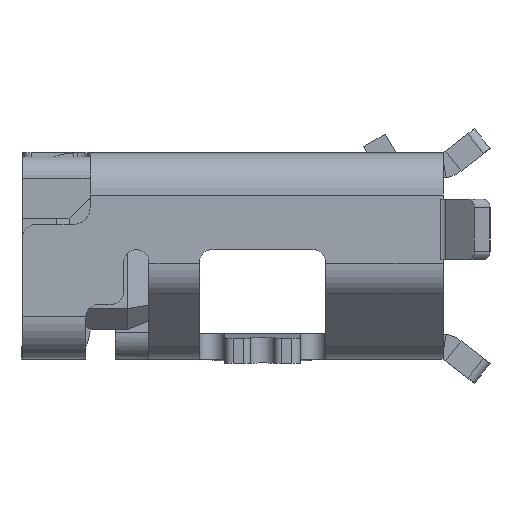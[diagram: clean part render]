
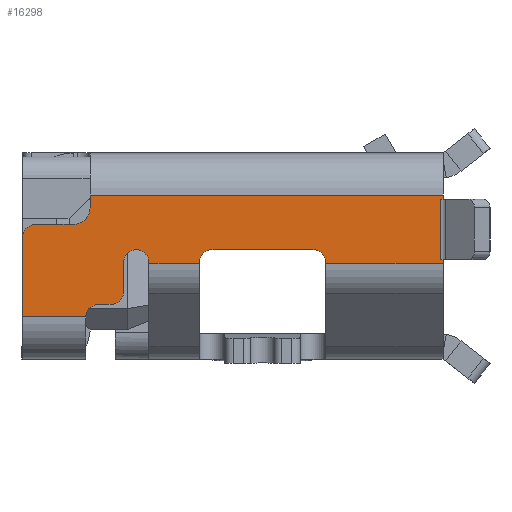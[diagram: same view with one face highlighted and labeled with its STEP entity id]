
A CAD part, left-side view. The second image highlights one B-rep face of the part: STEP entity #16298.
In plain terms, the highlighted planar face has unit normal (-1, 0, 0).
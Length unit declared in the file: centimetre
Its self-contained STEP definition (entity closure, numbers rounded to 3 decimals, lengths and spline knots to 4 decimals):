
#499=CIRCLE('',#17358,0.015);
#501=CIRCLE('',#17361,0.015);
#502=CIRCLE('',#17362,0.015);
#503=CIRCLE('',#17363,0.015);
#504=CIRCLE('',#17364,0.015);
#505=CIRCLE('',#17365,0.015);
#506=CIRCLE('',#17366,0.02);
#996=FACE_OUTER_BOUND('',#1899,.T.);
#1899=EDGE_LOOP('',(#10783,#10784,#10785,#10786,#10787,#10788,#10789,#10790,
#10791,#10792,#10793,#10794,#10795,#10796,#10797,#10798,#10799,#10800,#10801,
#10802,#10803,#10804,#10805,#10806,#10807,#10808,#10809,#10810));
#2825=LINE('',#23565,#4596);
#2832=LINE('',#23585,#4603);
#2834=LINE('',#23594,#4605);
#2840=LINE('',#23612,#4611);
#3056=LINE('',#24201,#4827);
#3057=LINE('',#24202,#4828);
#3058=LINE('',#24203,#4829);
#3059=LINE('',#24205,#4830);
#3060=LINE('',#24209,#4831);
#3061=LINE('',#24213,#4832);
#3062=LINE('',#24215,#4833);
#3063=LINE('',#24217,#4834);
#3064=LINE('',#24221,#4835);
#3065=LINE('',#24225,#4836);
#3066=LINE('',#24227,#4837);
#3067=LINE('',#24228,#4838);
#3068=LINE('',#24229,#4839);
#3069=LINE('',#24231,#4840);
#3070=LINE('',#24233,#4841);
#3071=LINE('',#24235,#4842);
#3072=LINE('',#24238,#4843);
#4596=VECTOR('',#18946,0.0018);
#4603=VECTOR('',#18965,0.0017);
#4605=VECTOR('',#18973,0.0017);
#4611=VECTOR('',#18989,0.0018);
#4827=VECTOR('',#19513,0.015);
#4828=VECTOR('',#19514,0.08);
#4829=VECTOR('',#19515,0.075);
#4830=VECTOR('',#19516,0.015);
#4831=VECTOR('',#19519,0.035);
#4832=VECTOR('',#19522,0.0017);
#4833=VECTOR('',#19523,0.06);
#4834=VECTOR('',#19524,0.0017);
#4835=VECTOR('',#19527,0.12);
#4836=VECTOR('',#19530,0.0017);
#4837=VECTOR('',#19531,0.14);
#4838=VECTOR('',#19532,0.005);
#4839=VECTOR('',#19533,0.0717);
#4840=VECTOR('',#19534,0.005);
#4841=VECTOR('',#19535,0.42);
#4842=VECTOR('',#19536,0.015);
#4843=VECTOR('',#19539,0.045);
#6365=VERTEX_POINT('',#23563);
#6366=VERTEX_POINT('',#23564);
#6373=VERTEX_POINT('',#23583);
#6376=VERTEX_POINT('',#23592);
#6377=VERTEX_POINT('',#23593);
#6384=VERTEX_POINT('',#23611);
#6596=VERTEX_POINT('',#24179);
#6598=VERTEX_POINT('',#24187);
#6599=VERTEX_POINT('',#24191);
#6601=VERTEX_POINT('',#24197);
#6602=VERTEX_POINT('',#24198);
#6603=VERTEX_POINT('',#24200);
#6604=VERTEX_POINT('',#24204);
#6605=VERTEX_POINT('',#24206);
#6606=VERTEX_POINT('',#24208);
#6607=VERTEX_POINT('',#24210);
#6608=VERTEX_POINT('',#24212);
#6609=VERTEX_POINT('',#24214);
#6610=VERTEX_POINT('',#24216);
#6611=VERTEX_POINT('',#24218);
#6612=VERTEX_POINT('',#24220);
#6613=VERTEX_POINT('',#24222);
#6614=VERTEX_POINT('',#24224);
#6615=VERTEX_POINT('',#24226);
#6616=VERTEX_POINT('',#24230);
#6617=VERTEX_POINT('',#24232);
#6618=VERTEX_POINT('',#24234);
#6619=VERTEX_POINT('',#24236);
#7851=EDGE_CURVE('',#6365,#6366,#2825,.T.);
#7861=EDGE_CURVE('',#6366,#6373,#2832,.T.);
#7865=EDGE_CURVE('',#6376,#6377,#2834,.T.);
#7874=EDGE_CURVE('',#6377,#6384,#2840,.T.);
#8163=EDGE_CURVE('',#6599,#6598,#499,.T.);
#8166=EDGE_CURVE('',#6601,#6602,#501,.T.);
#8167=EDGE_CURVE('',#6601,#6603,#3056,.T.);
#8168=EDGE_CURVE('',#6603,#6596,#3057,.T.);
#8169=EDGE_CURVE('',#6596,#6598,#3058,.T.);
#8170=EDGE_CURVE('',#6599,#6604,#3059,.T.);
#8171=EDGE_CURVE('',#6605,#6604,#502,.T.);
#8172=EDGE_CURVE('',#6605,#6606,#3060,.T.);
#8173=EDGE_CURVE('',#6607,#6606,#503,.T.);
#8174=EDGE_CURVE('',#6607,#6608,#3061,.T.);
#8175=EDGE_CURVE('',#6608,#6609,#3062,.T.);
#8176=EDGE_CURVE('',#6609,#6610,#3063,.T.);
#8177=EDGE_CURVE('',#6611,#6610,#504,.T.);
#8178=EDGE_CURVE('',#6611,#6612,#3064,.T.);
#8179=EDGE_CURVE('',#6613,#6612,#505,.T.);
#8180=EDGE_CURVE('',#6613,#6614,#3065,.T.);
#8181=EDGE_CURVE('',#6614,#6615,#3066,.T.);
#8182=EDGE_CURVE('',#6615,#6376,#3067,.T.);
#8183=EDGE_CURVE('',#6384,#6365,#3068,.T.);
#8184=EDGE_CURVE('',#6373,#6616,#3069,.T.);
#8185=EDGE_CURVE('',#6617,#6616,#3070,.T.);
#8186=EDGE_CURVE('',#6618,#6617,#3071,.T.);
#8187=EDGE_CURVE('',#6619,#6618,#506,.T.);
#8188=EDGE_CURVE('',#6602,#6619,#3072,.T.);
#10783=ORIENTED_EDGE('',*,*,#8166,.F.);
#10784=ORIENTED_EDGE('',*,*,#8167,.T.);
#10785=ORIENTED_EDGE('',*,*,#8168,.T.);
#10786=ORIENTED_EDGE('',*,*,#8169,.T.);
#10787=ORIENTED_EDGE('',*,*,#8163,.F.);
#10788=ORIENTED_EDGE('',*,*,#8170,.T.);
#10789=ORIENTED_EDGE('',*,*,#8171,.F.);
#10790=ORIENTED_EDGE('',*,*,#8172,.T.);
#10791=ORIENTED_EDGE('',*,*,#8173,.F.);
#10792=ORIENTED_EDGE('',*,*,#8174,.T.);
#10793=ORIENTED_EDGE('',*,*,#8175,.T.);
#10794=ORIENTED_EDGE('',*,*,#8176,.T.);
#10795=ORIENTED_EDGE('',*,*,#8177,.F.);
#10796=ORIENTED_EDGE('',*,*,#8178,.T.);
#10797=ORIENTED_EDGE('',*,*,#8179,.F.);
#10798=ORIENTED_EDGE('',*,*,#8180,.T.);
#10799=ORIENTED_EDGE('',*,*,#8181,.T.);
#10800=ORIENTED_EDGE('',*,*,#8182,.T.);
#10801=ORIENTED_EDGE('',*,*,#7865,.T.);
#10802=ORIENTED_EDGE('',*,*,#7874,.T.);
#10803=ORIENTED_EDGE('',*,*,#8183,.T.);
#10804=ORIENTED_EDGE('',*,*,#7851,.T.);
#10805=ORIENTED_EDGE('',*,*,#7861,.T.);
#10806=ORIENTED_EDGE('',*,*,#8184,.T.);
#10807=ORIENTED_EDGE('',*,*,#8185,.F.);
#10808=ORIENTED_EDGE('',*,*,#8186,.F.);
#10809=ORIENTED_EDGE('',*,*,#8187,.F.);
#10810=ORIENTED_EDGE('',*,*,#8188,.F.);
#14735=PLANE('',#17360);
#16298=ADVANCED_FACE('',(#996),#14735,.F.);
#17358=AXIS2_PLACEMENT_3D('',#24192,#19504,#19505);
#17360=AXIS2_PLACEMENT_3D('',#24196,#19509,#19510);
#17361=AXIS2_PLACEMENT_3D('',#24199,#19511,#19512);
#17362=AXIS2_PLACEMENT_3D('',#24207,#19517,#19518);
#17363=AXIS2_PLACEMENT_3D('',#24211,#19520,#19521);
#17364=AXIS2_PLACEMENT_3D('',#24219,#19525,#19526);
#17365=AXIS2_PLACEMENT_3D('',#24223,#19528,#19529);
#17366=AXIS2_PLACEMENT_3D('',#24237,#19537,#19538);
#18946=DIRECTION('',(0.,-1.,0.));
#18965=DIRECTION('',(0.,-1.,0.));
#18973=DIRECTION('',(0.,1.,0.));
#18989=DIRECTION('',(0.,1.,0.));
#19504=DIRECTION('center_axis',(-1.,0.,0.));
#19505=DIRECTION('ref_axis',(0.,0.,1.));
#19509=DIRECTION('center_axis',(1.,0.,0.));
#19510=DIRECTION('ref_axis',(0.,0.,-1.));
#19511=DIRECTION('center_axis',(1.,0.,0.));
#19512=DIRECTION('ref_axis',(0.,1.,0.));
#19513=DIRECTION('',(0.,0.,-1.));
#19514=DIRECTION('',(0.,0.,-1.));
#19515=DIRECTION('',(0.,-1.,0.));
#19516=DIRECTION('',(0.,-1.,0.));
#19517=DIRECTION('center_axis',(1.,0.,0.));
#19518=DIRECTION('ref_axis',(0.,-1.,0.));
#19519=DIRECTION('',(0.,0.,1.));
#19520=DIRECTION('center_axis',(-1.,0.,0.));
#19521=DIRECTION('ref_axis',(0.,-1.,0.));
#19522=DIRECTION('',(0.,0.,-1.));
#19523=DIRECTION('',(0.,-1.,0.));
#19524=DIRECTION('',(0.,0.,1.));
#19525=DIRECTION('center_axis',(-1.,0.,0.));
#19526=DIRECTION('ref_axis',(0.,0.,1.));
#19527=DIRECTION('',(0.,-1.,0.));
#19528=DIRECTION('center_axis',(-1.,0.,0.));
#19529=DIRECTION('ref_axis',(0.,-1.,0.));
#19530=DIRECTION('',(0.,0.,-1.));
#19531=DIRECTION('',(0.,-1.,0.));
#19532=DIRECTION('',(0.,0.,1.));
#19533=DIRECTION('',(0.,0.,1.));
#19534=DIRECTION('',(0.,0.,1.));
#19535=DIRECTION('',(0.,-1.,0.));
#19536=DIRECTION('',(0.,0.,1.));
#19537=DIRECTION('center_axis',(-1.,0.,0.));
#19538=DIRECTION('ref_axis',(0.,0.,-1.));
#19539=DIRECTION('',(0.,-1.,0.));
#23563=CARTESIAN_POINT('',(-0.375,-0.4666,-0.4971));
#23564=CARTESIAN_POINT('',(-0.375,-0.4683,-0.4971));
#23565=CARTESIAN_POINT('',(-0.375,-0.4666,-0.4971));
#23583=CARTESIAN_POINT('',(-0.375,-0.47,-0.4971));
#23585=CARTESIAN_POINT('',(-0.375,-0.4666,-0.4971));
#23592=CARTESIAN_POINT('',(-0.375,-0.47,-0.5688));
#23593=CARTESIAN_POINT('',(-0.375,-0.4683,-0.5688));
#23594=CARTESIAN_POINT('',(-0.375,-0.47,-0.5688));
#23611=CARTESIAN_POINT('',(-0.375,-0.4666,-0.5688));
#23612=CARTESIAN_POINT('',(-0.375,-0.47,-0.5688));
#24179=CARTESIAN_POINT('',(-0.375,0.03,-0.6371));
#24187=CARTESIAN_POINT('',(-0.375,-0.045,-0.6371));
#24191=CARTESIAN_POINT('',(-0.375,-0.06,-0.6221));
#24192=CARTESIAN_POINT('Origin',(-0.375,-0.06,-0.6371));
#24196=CARTESIAN_POINT('Origin',(-0.375,0.04,-0.5646));
#24197=CARTESIAN_POINT('',(-0.375,0.03,-0.5421));
#24198=CARTESIAN_POINT('',(-0.375,0.015,-0.5271));
#24199=CARTESIAN_POINT('Origin',(-0.375,0.015,-0.5421));
#24200=CARTESIAN_POINT('',(-0.375,0.03,-0.5571));
#24201=CARTESIAN_POINT('',(-0.375,0.03,-0.5421));
#24202=CARTESIAN_POINT('',(-0.375,0.03,-0.5571));
#24203=CARTESIAN_POINT('',(-0.375,0.03,-0.6371));
#24204=CARTESIAN_POINT('',(-0.375,-0.075,-0.6221));
#24205=CARTESIAN_POINT('',(-0.375,-0.06,-0.6221));
#24206=CARTESIAN_POINT('',(-0.375,-0.09,-0.6071));
#24207=CARTESIAN_POINT('Origin',(-0.375,-0.075,-0.6071));
#24208=CARTESIAN_POINT('',(-0.375,-0.09,-0.5721));
#24209=CARTESIAN_POINT('',(-0.375,-0.09,-0.6071));
#24210=CARTESIAN_POINT('',(-0.375,-0.12,-0.5721));
#24211=CARTESIAN_POINT('Origin',(-0.375,-0.105,-0.5721));
#24212=CARTESIAN_POINT('',(-0.375,-0.12,-0.5738));
#24213=CARTESIAN_POINT('',(-0.375,-0.12,-0.5721));
#24214=CARTESIAN_POINT('',(-0.375,-0.18,-0.5738));
#24215=CARTESIAN_POINT('',(-0.375,-0.12,-0.5738));
#24216=CARTESIAN_POINT('',(-0.375,-0.18,-0.5721));
#24217=CARTESIAN_POINT('',(-0.375,-0.18,-0.5738));
#24218=CARTESIAN_POINT('',(-0.375,-0.195,-0.5571));
#24219=CARTESIAN_POINT('Origin',(-0.375,-0.195,-0.5721));
#24220=CARTESIAN_POINT('',(-0.375,-0.315,-0.5571));
#24221=CARTESIAN_POINT('',(-0.375,-0.195,-0.5571));
#24222=CARTESIAN_POINT('',(-0.375,-0.33,-0.5721));
#24223=CARTESIAN_POINT('Origin',(-0.375,-0.315,-0.5721));
#24224=CARTESIAN_POINT('',(-0.375,-0.33,-0.5738));
#24225=CARTESIAN_POINT('',(-0.375,-0.33,-0.5721));
#24226=CARTESIAN_POINT('',(-0.375,-0.47,-0.5738));
#24227=CARTESIAN_POINT('',(-0.375,-0.33,-0.5738));
#24228=CARTESIAN_POINT('',(-0.375,-0.47,-0.5738));
#24229=CARTESIAN_POINT('',(-0.375,-0.4666,-0.5688));
#24230=CARTESIAN_POINT('',(-0.375,-0.47,-0.4921));
#24231=CARTESIAN_POINT('',(-0.375,-0.47,-0.4971));
#24232=CARTESIAN_POINT('',(-0.375,-0.05,-0.4921));
#24233=CARTESIAN_POINT('',(-0.375,-0.05,-0.4921));
#24234=CARTESIAN_POINT('',(-0.375,-0.05,-0.5071));
#24235=CARTESIAN_POINT('',(-0.375,-0.05,-0.5071));
#24236=CARTESIAN_POINT('',(-0.375,-0.03,-0.5271));
#24237=CARTESIAN_POINT('Origin',(-0.375,-0.03,-0.5071));
#24238=CARTESIAN_POINT('',(-0.375,0.015,-0.5271));
